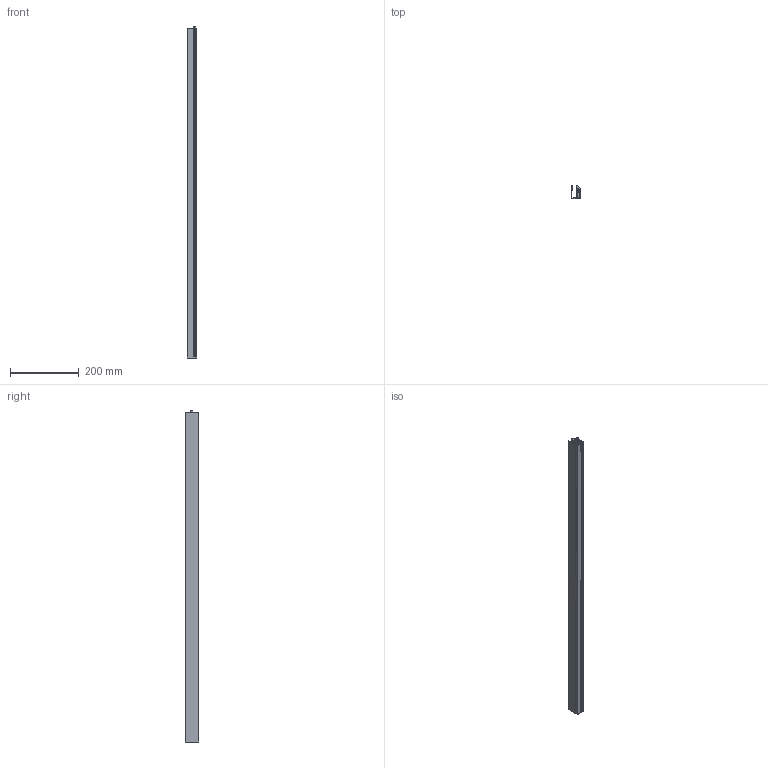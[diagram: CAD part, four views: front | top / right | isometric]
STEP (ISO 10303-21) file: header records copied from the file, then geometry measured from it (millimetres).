
FILE_DESCRIPTION (( 'STEP AP203' ), '1' );
FILE_NAME ('KG A12 schmal 959.STEP', '2025-03-07T15:27:40', ( '' ), ( '' ), 'SwSTEP 2.0', 'SolidWorks 2023', '' );
FILE_SCHEMA (( 'CONFIG_CONTROL_DESIGN' ));
Length unit declared in the file: millimetre
Products named in the file (5): KG A12 schmal 959; Betätigungsteil_WA; Aussengehäuse_WA; Innengeometrie_WA; Schutzprofil KG A12 schmal_Alu Menziken
Assembly tree (4 placements, depth 2):
  KG A12 schmal 959
    Schutzprofil KG A12 schmal_Alu Menziken
    Aussengehäuse_WA
    Betätigungsteil_WA
    Innengeometrie_WA
Bounding box: 26.65 x 38 x 967 mm (x, y, z)
Volume: 361152.1 mm3; surface area: 468895.8 mm2
Topology: 19 solids, 19 shells, 666 faces, 1876 edges, 1250 vertices
Faces by surface type: plane 331, bspline 280, cylinder 53, torus 2
Entity records: 35084 total; most frequent: CARTESIAN_POINT 19034, ORIENTED_EDGE 3752, DIRECTION 2214, EDGE_CURVE 1876, VERTEX_POINT 1250, LINE 1204, VECTOR 1204, EDGE_LOOP 748
